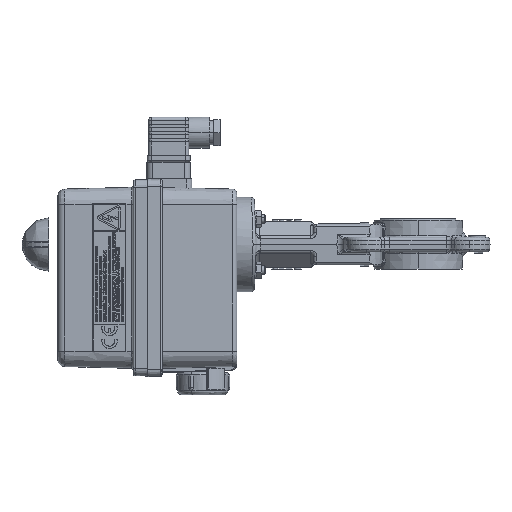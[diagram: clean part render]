
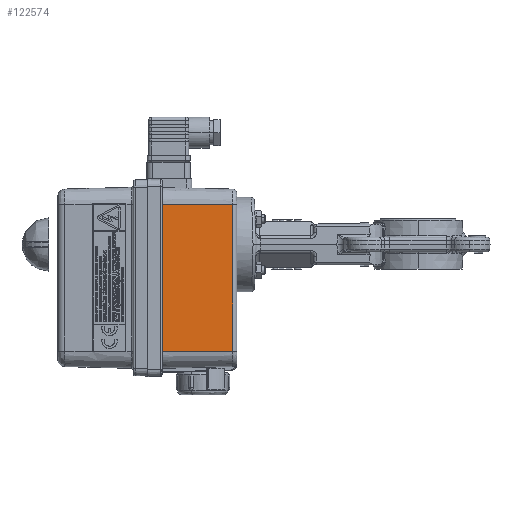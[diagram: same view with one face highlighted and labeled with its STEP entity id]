
A CAD part, left-side view. The second image highlights one B-rep face of the part: STEP entity #122574.
In plain terms, the highlighted planar face has unit normal (-1, -0.024, 0).
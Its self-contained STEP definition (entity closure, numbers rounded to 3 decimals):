
#4585 = PLANE ( 'NONE',  #98314 ) ;
#16460 = ORIENTED_EDGE ( 'NONE', *, *, #56475, .T. ) ;
#16688 = ORIENTED_EDGE ( 'NONE', *, *, #40313, .T. ) ;
#18466 = LINE ( 'NONE', #20374, #29202 ) ;
#18557 = DIRECTION ( 'NONE',  ( 0.024, -1., 0. ) ) ;
#20374 = CARTESIAN_POINT ( 'NONE',  ( -40.526, 139.096, -23. ) ) ;
#21747 = VECTOR ( 'NONE', #88478, 1000. ) ;
#26292 = CARTESIAN_POINT ( 'NONE',  ( -40.526, 139.096, -73.675 ) ) ;
#27709 = VERTEX_POINT ( 'NONE', #79653 ) ;
#29202 = VECTOR ( 'NONE', #39486, 1000. ) ;
#33461 = DIRECTION ( 'NONE',  ( 0., 0., 1. ) ) ;
#37084 = DIRECTION ( 'NONE',  ( -1., -0.024, 0. ) ) ;
#39486 = DIRECTION ( 'NONE',  ( 0., 0., -1. ) ) ;
#40313 = EDGE_CURVE ( 'NONE', #67210, #27709, #109494, .T. ) ;
#43488 = CARTESIAN_POINT ( 'NONE',  ( -40.526, 139.096, -73.675 ) ) ;
#53645 = ORIENTED_EDGE ( 'NONE', *, *, #54584, .T. ) ;
#54584 = EDGE_CURVE ( 'NONE', #110406, #67210, #80011, .T. ) ;
#56475 = EDGE_CURVE ( 'NONE', #81778, #110406, #75362, .T. ) ;
#67210 = VERTEX_POINT ( 'NONE', #119613 ) ;
#75362 = LINE ( 'NONE', #95119, #80152 ) ;
#77200 = CARTESIAN_POINT ( 'NONE',  ( -39.334, 90.323, -73.675 ) ) ;
#79653 = CARTESIAN_POINT ( 'NONE',  ( -40.526, 139.096, 27.675 ) ) ;
#80011 = LINE ( 'NONE', #120800, #83967 ) ;
#80152 = VECTOR ( 'NONE', #83037, 1000. ) ;
#81778 = VERTEX_POINT ( 'NONE', #26292 ) ;
#83037 = DIRECTION ( 'NONE',  ( 0.024, -1., 0. ) ) ;
#83967 = VECTOR ( 'NONE', #33461, 1000. ) ;
#88478 = DIRECTION ( 'NONE',  ( -0.024, 1., 0. ) ) ;
#90970 = CARTESIAN_POINT ( 'NONE',  ( -39.93, 114.71, 27.675 ) ) ;
#91970 = FACE_OUTER_BOUND ( 'NONE', #114436, .T. ) ;
#94185 = EDGE_CURVE ( 'NONE', #27709, #81778, #18466, .T. ) ;
#95119 = CARTESIAN_POINT ( 'NONE',  ( -39.93, 114.71, -73.675 ) ) ;
#98314 = AXIS2_PLACEMENT_3D ( 'NONE', #43488, #37084, #18557 ) ;
#109494 = LINE ( 'NONE', #90970, #21747 ) ;
#110406 = VERTEX_POINT ( 'NONE', #77200 ) ;
#112501 = ORIENTED_EDGE ( 'NONE', *, *, #94185, .T. ) ;
#114436 = EDGE_LOOP ( 'NONE', ( #16688, #112501, #16460, #53645 ) ) ;
#119613 = CARTESIAN_POINT ( 'NONE',  ( -39.334, 90.323, 27.675 ) ) ;
#120800 = CARTESIAN_POINT ( 'NONE',  ( -39.334, 90.323, -23. ) ) ;
#122574 = ADVANCED_FACE ( 'NONE', ( #91970 ), #4585, .T. ) ;
